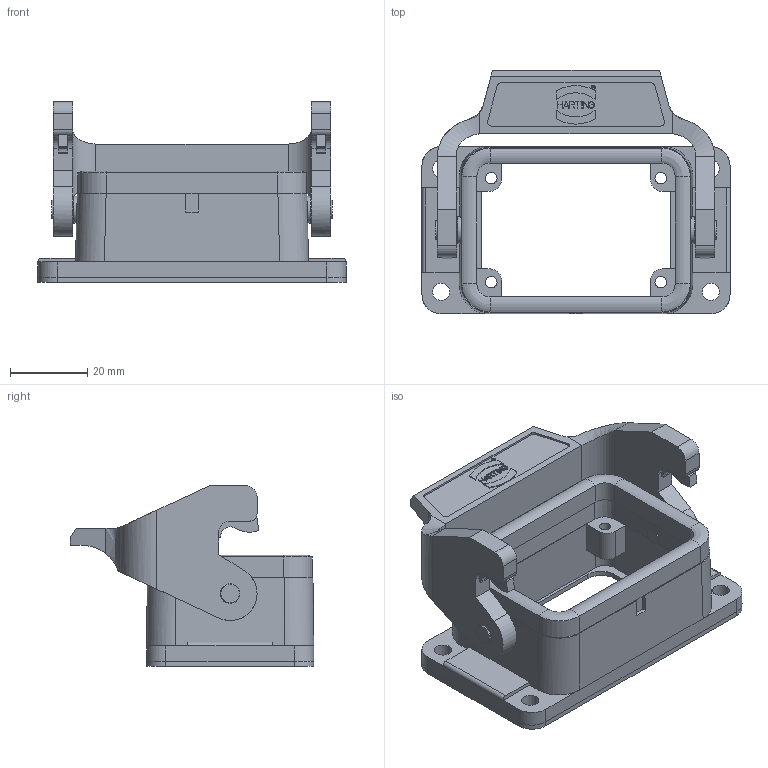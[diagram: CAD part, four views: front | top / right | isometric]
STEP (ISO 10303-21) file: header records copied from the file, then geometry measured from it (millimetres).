
FILE_DESCRIPTION(/* description */ (''),/* implementation_level */ '2;1');
FILE_NAME(/* name */ '100094896ugm000_f.stp',/* time_stamp */ '2019-03-21T13:51:25+01:00',/* author */ (''),/* organization */ (''),/* preprocessor_version */ 'ST-DEVELOPER v16.7',/* originating_system */ 'SIEMENS PLM Software NX 12.0',/* authorisation */ '');
FILE_SCHEMA (('AUTOMOTIVE_DESIGN { 1 0 10303 214 3 1 1 1 }'));
Length unit declared in the file: millimetre
Products named in the file (1): 100094896ugm000_f
Bounding box: 80.01 x 63.2 x 46.9 mm (x, y, z)
Volume: 39747.6 mm3; surface area: 22788.9 mm2
Topology: 2 solids, 2 shells, 341 faces, 914 edges, 595 vertices
Faces by surface type: plane 232, cylinder 89, bspline 10, cone 6, torus 4
Full cylindrical faces by diameter (mm): 0.95 x1, 1.05 x1, 3 x4, 4 x2, 4.5 x4, 4.8 x2, 5.1 x2, 7 x2
Entity records: 11843 total; most frequent: CARTESIAN_POINT 2075, ORIENTED_EDGE 1770, DIRECTION 1699, EDGE_CURVE 885, LINE 653, VECTOR 653, VERTEX_POINT 585, AXIS2_PLACEMENT_3D 523
